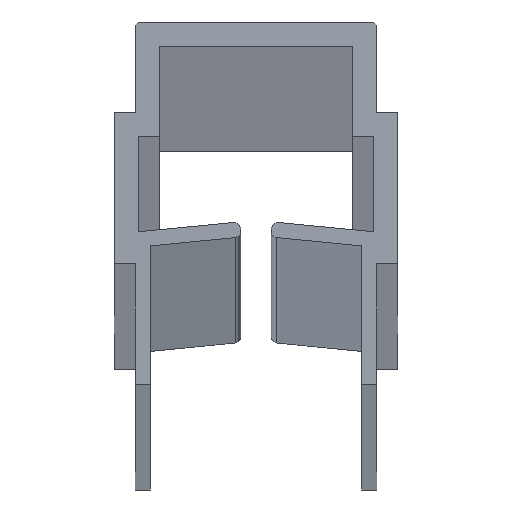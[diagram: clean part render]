
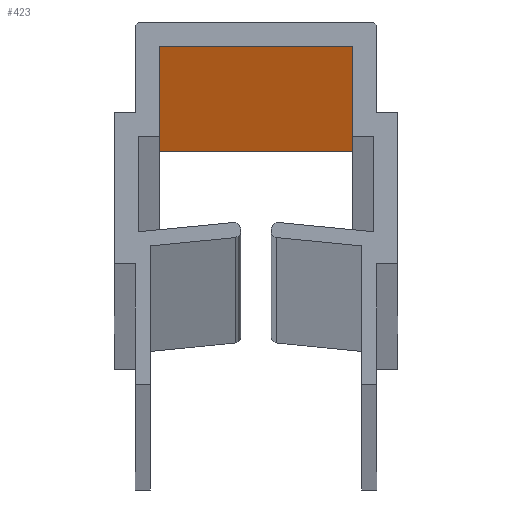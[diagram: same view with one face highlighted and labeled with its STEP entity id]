
A CAD part, top view. The second image highlights one B-rep face of the part: STEP entity #423.
In plain terms, the highlighted planar face has unit normal (0, -1, 0).
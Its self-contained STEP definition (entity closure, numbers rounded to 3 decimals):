
#9 = AXIS2_PLACEMENT_3D ( 'NONE', #756, #1162, #181 ) ;
#31 = DIRECTION ( 'NONE',  ( 1., 0., 0. ) ) ;
#50 = VECTOR ( 'NONE', #490, 1000. ) ;
#64 = CARTESIAN_POINT ( 'NONE',  ( -3.2, 11.2, 0. ) ) ;
#181 = DIRECTION ( 'NONE',  ( 0., 0., -1. ) ) ;
#203 = EDGE_CURVE ( 'NONE', #682, #262, #209, .T. ) ;
#209 = LINE ( 'NONE', #899, #307 ) ;
#261 = EDGE_LOOP ( 'NONE', ( #799, #655, #346, #419 ) ) ;
#262 = VERTEX_POINT ( 'NONE', #315 ) ;
#268 = VECTOR ( 'NONE', #31, 1000. ) ;
#270 = EDGE_CURVE ( 'NONE', #1063, #682, #678, .T. ) ;
#288 = VECTOR ( 'NONE', #1250, 1000. ) ;
#307 = VECTOR ( 'NONE', #515, 1000. ) ;
#310 = CARTESIAN_POINT ( 'NONE',  ( -0.704, 11.2, 0. ) ) ;
#315 = CARTESIAN_POINT ( 'NONE',  ( 3.2, 11.2, -2000. ) ) ;
#346 = ORIENTED_EDGE ( 'NONE', *, *, #499, .T. ) ;
#348 = PLANE ( 'NONE',  #9 ) ;
#408 = CARTESIAN_POINT ( 'NONE',  ( -3.2, 11.2, -2000. ) ) ;
#419 = ORIENTED_EDGE ( 'NONE', *, *, #203, .F. ) ;
#423 = ADVANCED_FACE ( 'NONE', ( #1089 ), #348, .T. ) ;
#427 = LINE ( 'NONE', #495, #50 ) ;
#490 = DIRECTION ( 'NONE',  ( 0., 0., -1. ) ) ;
#495 = CARTESIAN_POINT ( 'NONE',  ( -3.2, 11.2, -2000. ) ) ;
#499 = EDGE_CURVE ( 'NONE', #747, #262, #1158, .T. ) ;
#515 = DIRECTION ( 'NONE',  ( 0., 0., -1. ) ) ;
#655 = ORIENTED_EDGE ( 'NONE', *, *, #1148, .T. ) ;
#659 = CARTESIAN_POINT ( 'NONE',  ( -0.704, 11.2, -2000. ) ) ;
#678 = LINE ( 'NONE', #310, #268 ) ;
#682 = VERTEX_POINT ( 'NONE', #1060 ) ;
#747 = VERTEX_POINT ( 'NONE', #408 ) ;
#756 = CARTESIAN_POINT ( 'NONE',  ( -3.2, 11.2, -2000. ) ) ;
#799 = ORIENTED_EDGE ( 'NONE', *, *, #270, .F. ) ;
#899 = CARTESIAN_POINT ( 'NONE',  ( 3.2, 11.2, -2000. ) ) ;
#1060 = CARTESIAN_POINT ( 'NONE',  ( 3.2, 11.2, 0. ) ) ;
#1063 = VERTEX_POINT ( 'NONE', #64 ) ;
#1089 = FACE_OUTER_BOUND ( 'NONE', #261, .T. ) ;
#1148 = EDGE_CURVE ( 'NONE', #1063, #747, #427, .T. ) ;
#1158 = LINE ( 'NONE', #659, #288 ) ;
#1162 = DIRECTION ( 'NONE',  ( 0., -1., 0. ) ) ;
#1250 = DIRECTION ( 'NONE',  ( 1., 0., 0. ) ) ;
